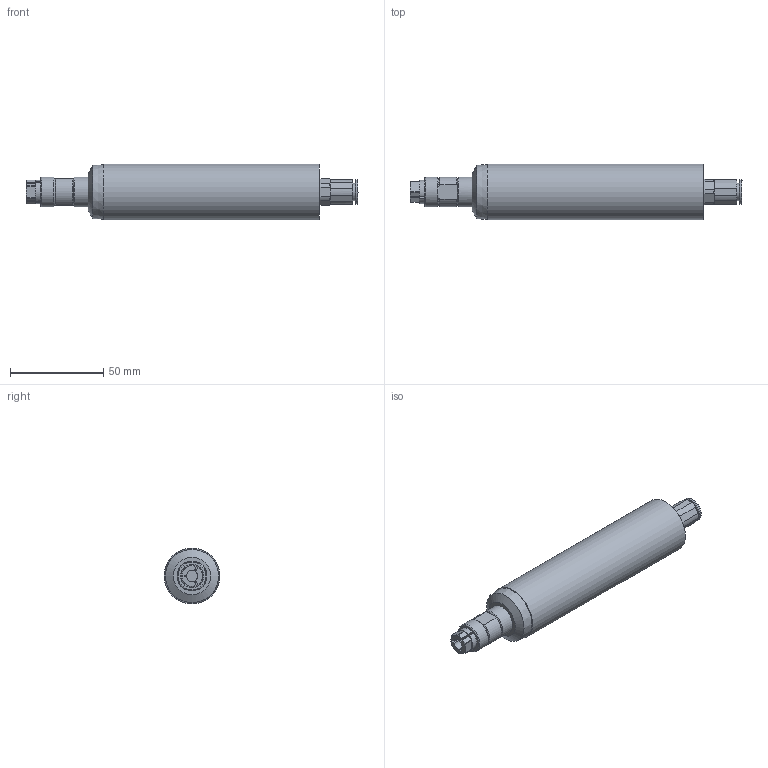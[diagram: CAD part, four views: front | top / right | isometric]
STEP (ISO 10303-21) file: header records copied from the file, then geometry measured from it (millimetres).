
FILE_DESCRIPTION((''),'2;1');
FILE_NAME('ES 450 ZG_60012127.stp','2009-03-11T13:33:12',('rmorof'),(''),'Autodesk Inventor 2008','Autodesk Inventor 2008','');
FILE_SCHEMA(('AUTOMOTIVE_DESIGN { 1 0 10303 214 1 1 1 1 }'));
Length unit declared in the file: millimetre
Products named in the file (1): ES 450 ZG_60012127
Bounding box: 178.3 x 30 x 30 mm (x, y, z)
Volume: 93046.4 mm3; surface area: 17275.1 mm2
Topology: 1 solids, 1 shells, 150 faces, 365 edges, 230 vertices
Faces by surface type: plane 73, cone 33, cylinder 31, bspline 11, torus 2
Full cylindrical faces by diameter (mm): 8 x1, 9.18 x1, 9.2 x1, 13 x1, 16 x2, 27.199 x1, 30 x1
Entity records: 4569 total; most frequent: CARTESIAN_POINT 1123, DIRECTION 677, ORIENTED_EDGE 666, EDGE_CURVE 333, AXIS2_PLACEMENT_3D 273, VERTEX_POINT 219, EDGE_LOOP 184, FACE_OUTER_BOUND 150
